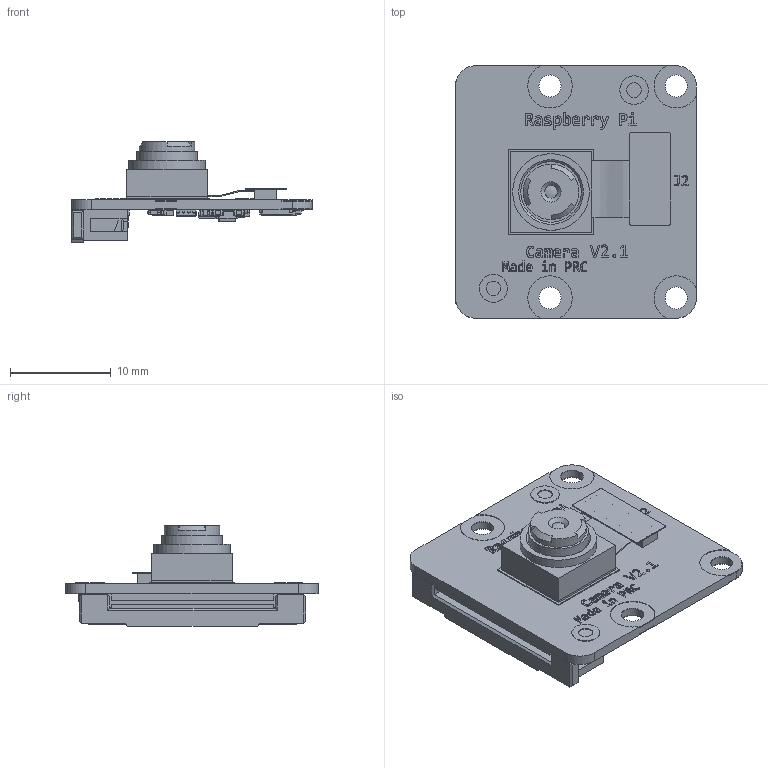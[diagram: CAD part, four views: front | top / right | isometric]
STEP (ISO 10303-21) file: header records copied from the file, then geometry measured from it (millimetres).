
FILE_DESCRIPTION(/* description */ (''),/* implementation_level */ '2;1');
FILE_NAME(/* name */ 'RspCameraMia.stp',/* time_stamp */ '2018-02-04T02:59:19+01:00',/* author */ ('RafaX'),/* organization */ (''),/* preprocessor_version */ 'ST-DEVELOPER v16.13',/* originating_system */ 'Autodesk Inventor 2018',/* authorisation */ '');
FILE_SCHEMA (('AUTOMOTIVE_DESIGN { 1 0 10303 214 3 1 1 }'));
Products named in the file (24): RspCameraMia; PicameraPCB; OVA5647_Housing; OVA5647_Lens_FOV; ribbon_cam; CCD; CAPC-0805-T0.75-BN; CAPC-0402-T0.55-BN; RESC-0402; RESC-0603; RESC-1210; c-1-1734248-5-e-raspberry_display; SOT23-5; KX7 SMD Quartz Crystal Resonator 3.2x2.5mm; 70521906; 70521906_01; 70521906_02; 70521906_03; 70521906_04; 70521906_05; 70521906_06; 70521906_07; c6aaa; 4pin_smd
Assembly tree (40 placements, depth 3):
  RspCameraMia
    PicameraPCB
    OVA5647_Housing
    OVA5647_Lens_FOV
    ribbon_cam
    CCD
    CAPC-0805-T0.75-BN  x2
    CAPC-0402-T0.55-BN  x10
    RESC-0402  x3
    RESC-0603  x2
    RESC-1210
    c-1-1734248-5-e-raspberry_display
    SOT23-5  x3
    KX7 SMD Quartz Crystal Resonator 3.2x2.5mm
    70521906
      70521906_01
      70521906_02
      70521906_03
      70521906_04
      70521906_05
      70521906_06
      70521906_07
    c6aaa
    4pin_smd  x3
Bounding box: 23.86 x 25 x 9.96 mm (x, y, z)
Volume: 1135.2 mm3; surface area: 3386.3 mm2
Topology: 133 solids, 506 shells, 2639 faces, 7631 edges, 5533 vertices
Faces by surface type: plane 1571, cylinder 543, bspline 277, torus 128, sphere 114, cone 6
Full cylindrical faces by diameter (mm): 1.418 x1, 1.42 x1, 1.444 x1, 2.2 x12, 2.769 x1, 2.781 x1, 2.832 x1, 5.5 x2, 5.6 x1, 6 x1, 7.6 x1
Entity records: 75614 total; most frequent: CARTESIAN_POINT 21334, DIRECTION 9913, ORIENTED_EDGE 9722, EDGE_CURVE 5758, VERTEX_POINT 4418, LINE 3699, VECTOR 3699, AXIS2_PLACEMENT_3D 3107
